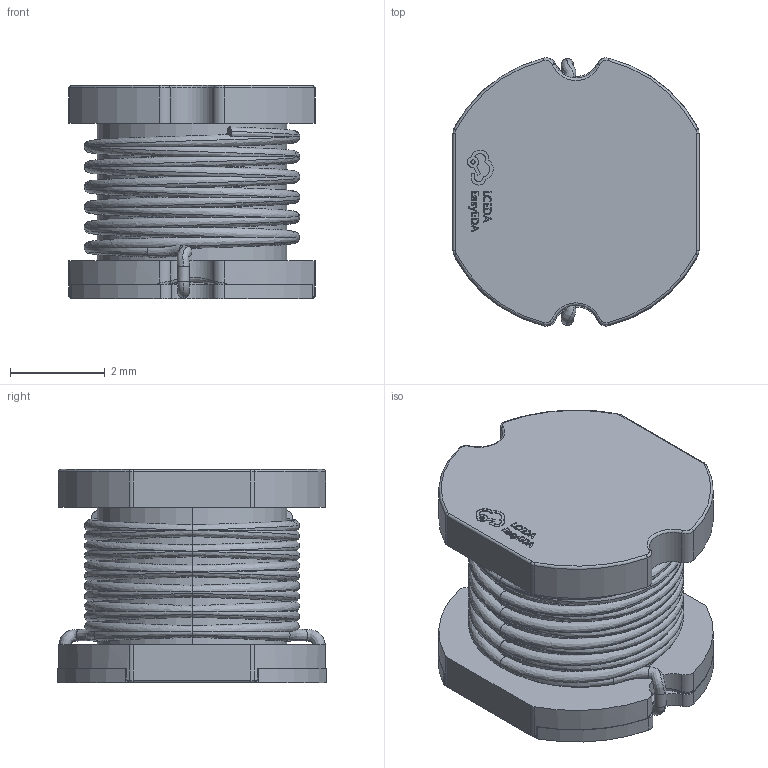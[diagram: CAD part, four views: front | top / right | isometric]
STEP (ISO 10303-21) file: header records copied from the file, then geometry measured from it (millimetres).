
FILE_DESCRIPTION (( 'STEP AP214' ), '1' );
FILE_NAME ('IND-SMD_L5.8-W5.2-H4.5.step', '2022-07-15T09:37:55', ( '' ), ( '' ), 'SwSTEP 2.0', 'SolidWorks 2020', '' );
FILE_SCHEMA (( 'AUTOMOTIVE_DESIGN' ));
Length unit declared in the file: millimetre
Products named in the file (1): IND-SMD_L5.8-W5.2-H4.5
Bounding box: 5.2 x 5.67 x 4.52 mm (x, y, z)
Volume: 81.7 mm3; surface area: 227.8 mm2
Topology: 1 solids, 1 shells, 468 faces, 1298 edges, 834 vertices
Faces by surface type: plane 193, bspline 188, cylinder 61, torus 26
Entity records: 73778 total; most frequent: CARTESIAN_POINT 58058, ORIENTED_EDGE 2596, DIRECTION 1548, EDGE_CURVE 1298, VERTEX_POINT 834, LINE 652, VECTOR 652, EDGE_LOOP 498
